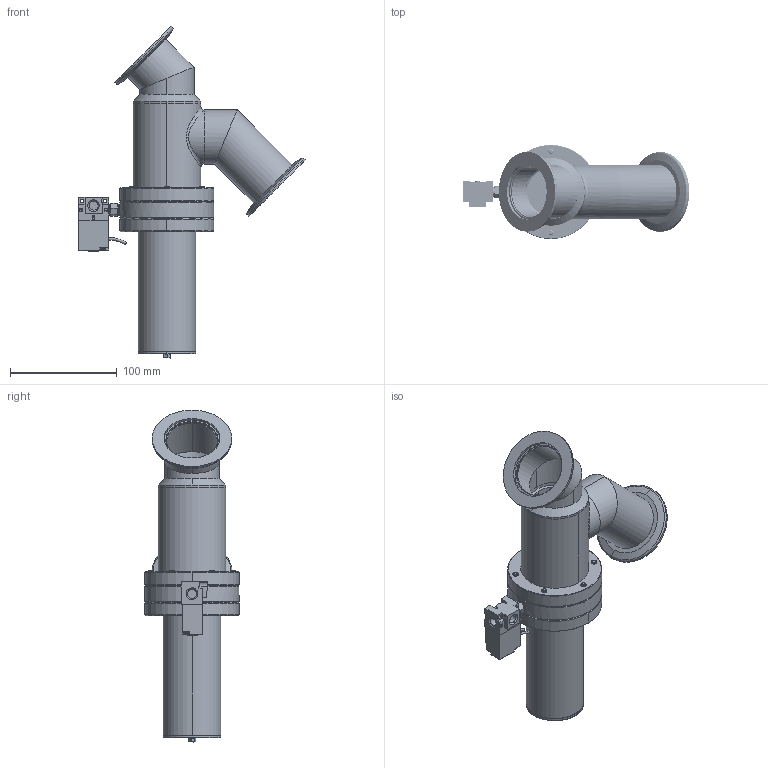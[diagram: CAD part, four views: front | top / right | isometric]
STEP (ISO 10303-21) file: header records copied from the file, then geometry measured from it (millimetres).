
FILE_DESCRIPTION (( 'STEP AP203' ), '1' );
FILE_NAME ('AIVP-S05102.STEP', '2023-06-30T17:21:52', ( '' ), ( '' ), 'SwSTEP 2.0', 'SolidWorks 2020', '' );
FILE_SCHEMA (( 'CONFIG_CONTROL_DESIGN' ));
Length unit declared in the file: inch
Products named in the file (1): AIVP-S05102
Bounding box: 212.61 x 88.27 x 311.4 mm (x, y, z)
Volume: 355730.2 mm3; surface area: 219062.3 mm2
Topology: 23 solids, 23 shells, 1497 faces, 4004 edges, 2610 vertices
Faces by surface type: cylinder 909, plane 298, cone 221, bspline 61, torus 8
Entity records: 74334 total; most frequent: CARTESIAN_POINT 40698, ORIENTED_EDGE 8008, DIRECTION 6199, EDGE_CURVE 4004, VERTEX_POINT 2610, AXIS2_PLACEMENT_3D 2319, EDGE_LOOP 1628, VECTOR 1561
